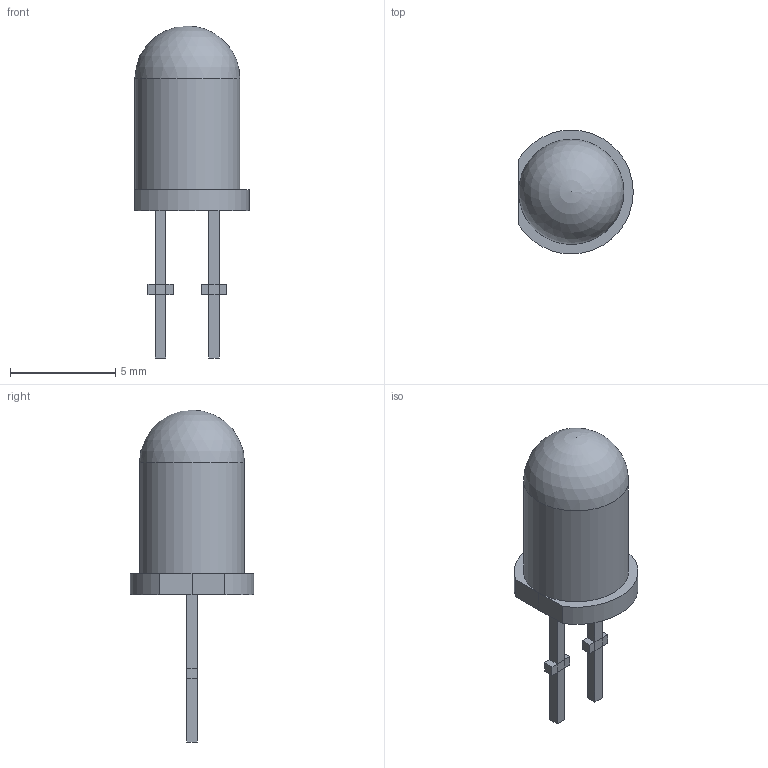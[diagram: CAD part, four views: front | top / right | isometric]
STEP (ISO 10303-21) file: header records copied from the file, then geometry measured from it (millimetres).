
FILE_DESCRIPTION(('FreeCAD Model'),'2;1');
FILE_NAME('LED_5mm_red.step','2019-09-26T20:11:05', ('Author'),(''),'Open CASCADE STEP processor 7.3','FreeCAD','Unknown' );
FILE_SCHEMA(('AUTOMOTIVE_DESIGN { 1 0 10303 214 1 1 1 1 }'));
Length unit declared in the file: millimetre
Products named in the file (3): union002; union003; union004
Bounding box: 5.45 x 5.9 x 15.8 mm (x, y, z)
Volume: 170.1 mm3; surface area: 230.1 mm2
Topology: 3 solids, 3 shells, 75 faces, 156 edges, 86 vertices
Faces by surface type: plane 68, bspline 3, cylinder 3, sphere 1
Full cylindrical faces by diameter (mm): 5 x1
Entity records: 7379 total; most frequent: CARTESIAN_POINT 3792, DIRECTION 536, LINE 360, VECTOR 360, ORIENTED_EDGE 308, PCURVE 308, DEFINITIONAL_REPRESENTATION 308, EDGE_CURVE 154
